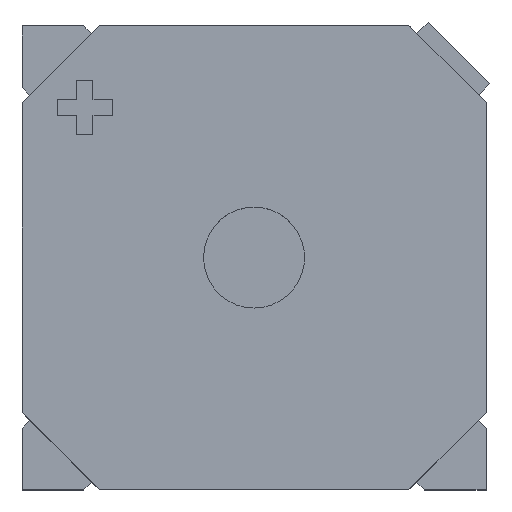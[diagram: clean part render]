
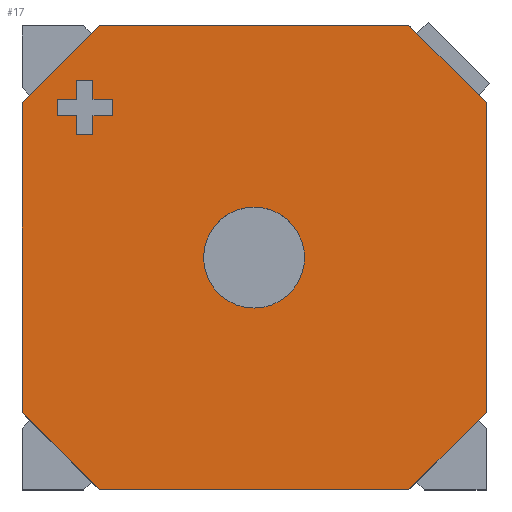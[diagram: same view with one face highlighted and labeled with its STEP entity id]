
A CAD part, top view. The second image highlights one B-rep face of the part: STEP entity #17.
In plain terms, the highlighted planar face has unit normal (0, 0, 1).
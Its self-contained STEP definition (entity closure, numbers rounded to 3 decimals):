
#17 = ADVANCED_FACE('',(#18,#84,#95),#193,.F.);
#18 = FACE_BOUND('',#19,.T.);
#19 = EDGE_LOOP('',(#20,#30,#38,#46,#54,#62,#70,#78));
#20 = ORIENTED_EDGE('',*,*,#21,.F.);
#21 = EDGE_CURVE('',#22,#24,#26,.T.);
#22 = VERTEX_POINT('',#23);
#23 = CARTESIAN_POINT('',(4.25,2.836,4.));
#24 = VERTEX_POINT('',#25);
#25 = CARTESIAN_POINT('',(4.25,-2.836,4.));
#26 = LINE('',#27,#28);
#27 = CARTESIAN_POINT('',(4.25,2.836,4.));
#28 = VECTOR('',#29,1.);
#29 = DIRECTION('',(0.,-1.,0.));
#30 = ORIENTED_EDGE('',*,*,#31,.F.);
#31 = EDGE_CURVE('',#32,#22,#34,.T.);
#32 = VERTEX_POINT('',#33);
#33 = CARTESIAN_POINT('',(2.836,4.25,4.));
#34 = LINE('',#35,#36);
#35 = CARTESIAN_POINT('',(2.836,4.25,4.));
#36 = VECTOR('',#37,1.);
#37 = DIRECTION('',(0.707,-0.707,0.));
#38 = ORIENTED_EDGE('',*,*,#39,.F.);
#39 = EDGE_CURVE('',#40,#32,#42,.T.);
#40 = VERTEX_POINT('',#41);
#41 = CARTESIAN_POINT('',(-2.836,4.25,4.));
#42 = LINE('',#43,#44);
#43 = CARTESIAN_POINT('',(-2.836,4.25,4.));
#44 = VECTOR('',#45,1.);
#45 = DIRECTION('',(1.,0.,0.));
#46 = ORIENTED_EDGE('',*,*,#47,.F.);
#47 = EDGE_CURVE('',#48,#40,#50,.T.);
#48 = VERTEX_POINT('',#49);
#49 = CARTESIAN_POINT('',(-4.25,2.836,4.));
#50 = LINE('',#51,#52);
#51 = CARTESIAN_POINT('',(-4.25,2.836,4.));
#52 = VECTOR('',#53,1.);
#53 = DIRECTION('',(0.707,0.707,0.));
#54 = ORIENTED_EDGE('',*,*,#55,.F.);
#55 = EDGE_CURVE('',#56,#48,#58,.T.);
#56 = VERTEX_POINT('',#57);
#57 = CARTESIAN_POINT('',(-4.25,-2.836,4.));
#58 = LINE('',#59,#60);
#59 = CARTESIAN_POINT('',(-4.25,-2.836,4.));
#60 = VECTOR('',#61,1.);
#61 = DIRECTION('',(0.,1.,0.));
#62 = ORIENTED_EDGE('',*,*,#63,.F.);
#63 = EDGE_CURVE('',#64,#56,#66,.T.);
#64 = VERTEX_POINT('',#65);
#65 = CARTESIAN_POINT('',(-2.836,-4.25,4.));
#66 = LINE('',#67,#68);
#67 = CARTESIAN_POINT('',(-2.836,-4.25,4.));
#68 = VECTOR('',#69,1.);
#69 = DIRECTION('',(-0.707,0.707,0.));
#70 = ORIENTED_EDGE('',*,*,#71,.F.);
#71 = EDGE_CURVE('',#72,#64,#74,.T.);
#72 = VERTEX_POINT('',#73);
#73 = CARTESIAN_POINT('',(2.836,-4.25,4.));
#74 = LINE('',#75,#76);
#75 = CARTESIAN_POINT('',(2.836,-4.25,4.));
#76 = VECTOR('',#77,1.);
#77 = DIRECTION('',(-1.,0.,0.));
#78 = ORIENTED_EDGE('',*,*,#79,.F.);
#79 = EDGE_CURVE('',#24,#72,#80,.T.);
#80 = LINE('',#81,#82);
#81 = CARTESIAN_POINT('',(4.25,-2.836,4.));
#82 = VECTOR('',#83,1.);
#83 = DIRECTION('',(-0.707,-0.707,0.));
#84 = FACE_BOUND('',#85,.T.);
#85 = EDGE_LOOP('',(#86));
#86 = ORIENTED_EDGE('',*,*,#87,.F.);
#87 = EDGE_CURVE('',#88,#88,#90,.T.);
#88 = VERTEX_POINT('',#89);
#89 = CARTESIAN_POINT('',(0.925,0.,4.));
#90 = CIRCLE('',#91,0.925);
#91 = AXIS2_PLACEMENT_3D('',#92,#93,#94);
#92 = CARTESIAN_POINT('',(0.,0.,4.));
#93 = DIRECTION('',(0.,0.,1.));
#94 = DIRECTION('',(1.,0.,0.));
#95 = FACE_BOUND('',#96,.T.);
#96 = EDGE_LOOP('',(#97,#107,#115,#123,#131,#139,#147,#155,#163,#171,
    #179,#187));
#97 = ORIENTED_EDGE('',*,*,#98,.T.);
#98 = EDGE_CURVE('',#99,#101,#103,.T.);
#99 = VERTEX_POINT('',#100);
#100 = CARTESIAN_POINT('',(-3.6,2.9,4.));
#101 = VERTEX_POINT('',#102);
#102 = CARTESIAN_POINT('',(-3.25,2.9,4.));
#103 = LINE('',#104,#105);
#104 = CARTESIAN_POINT('',(-3.6,2.9,4.));
#105 = VECTOR('',#106,1.);
#106 = DIRECTION('',(1.,0.,0.));
#107 = ORIENTED_EDGE('',*,*,#108,.T.);
#108 = EDGE_CURVE('',#101,#109,#111,.T.);
#109 = VERTEX_POINT('',#110);
#110 = CARTESIAN_POINT('',(-3.25,3.25,4.));
#111 = LINE('',#112,#113);
#112 = CARTESIAN_POINT('',(-3.25,2.9,4.));
#113 = VECTOR('',#114,1.);
#114 = DIRECTION('',(0.,1.,0.));
#115 = ORIENTED_EDGE('',*,*,#116,.T.);
#116 = EDGE_CURVE('',#109,#117,#119,.T.);
#117 = VERTEX_POINT('',#118);
#118 = CARTESIAN_POINT('',(-2.95,3.25,4.));
#119 = LINE('',#120,#121);
#120 = CARTESIAN_POINT('',(-3.25,3.25,4.));
#121 = VECTOR('',#122,1.);
#122 = DIRECTION('',(1.,0.,0.));
#123 = ORIENTED_EDGE('',*,*,#124,.T.);
#124 = EDGE_CURVE('',#117,#125,#127,.T.);
#125 = VERTEX_POINT('',#126);
#126 = CARTESIAN_POINT('',(-2.95,2.9,4.));
#127 = LINE('',#128,#129);
#128 = CARTESIAN_POINT('',(-2.95,3.25,4.));
#129 = VECTOR('',#130,1.);
#130 = DIRECTION('',(0.,-1.,0.));
#131 = ORIENTED_EDGE('',*,*,#132,.T.);
#132 = EDGE_CURVE('',#125,#133,#135,.T.);
#133 = VERTEX_POINT('',#134);
#134 = CARTESIAN_POINT('',(-2.6,2.9,4.));
#135 = LINE('',#136,#137);
#136 = CARTESIAN_POINT('',(-2.95,2.9,4.));
#137 = VECTOR('',#138,1.);
#138 = DIRECTION('',(1.,0.,0.));
#139 = ORIENTED_EDGE('',*,*,#140,.T.);
#140 = EDGE_CURVE('',#133,#141,#143,.T.);
#141 = VERTEX_POINT('',#142);
#142 = CARTESIAN_POINT('',(-2.6,2.6,4.));
#143 = LINE('',#144,#145);
#144 = CARTESIAN_POINT('',(-2.6,2.9,4.));
#145 = VECTOR('',#146,1.);
#146 = DIRECTION('',(0.,-1.,0.));
#147 = ORIENTED_EDGE('',*,*,#148,.T.);
#148 = EDGE_CURVE('',#141,#149,#151,.T.);
#149 = VERTEX_POINT('',#150);
#150 = CARTESIAN_POINT('',(-2.95,2.6,4.));
#151 = LINE('',#152,#153);
#152 = CARTESIAN_POINT('',(-2.6,2.6,4.));
#153 = VECTOR('',#154,1.);
#154 = DIRECTION('',(-1.,0.,0.));
#155 = ORIENTED_EDGE('',*,*,#156,.T.);
#156 = EDGE_CURVE('',#149,#157,#159,.T.);
#157 = VERTEX_POINT('',#158);
#158 = CARTESIAN_POINT('',(-2.95,2.25,4.));
#159 = LINE('',#160,#161);
#160 = CARTESIAN_POINT('',(-2.95,2.6,4.));
#161 = VECTOR('',#162,1.);
#162 = DIRECTION('',(0.,-1.,0.));
#163 = ORIENTED_EDGE('',*,*,#164,.T.);
#164 = EDGE_CURVE('',#157,#165,#167,.T.);
#165 = VERTEX_POINT('',#166);
#166 = CARTESIAN_POINT('',(-3.25,2.25,4.));
#167 = LINE('',#168,#169);
#168 = CARTESIAN_POINT('',(-2.95,2.25,4.));
#169 = VECTOR('',#170,1.);
#170 = DIRECTION('',(-1.,0.,0.));
#171 = ORIENTED_EDGE('',*,*,#172,.T.);
#172 = EDGE_CURVE('',#165,#173,#175,.T.);
#173 = VERTEX_POINT('',#174);
#174 = CARTESIAN_POINT('',(-3.25,2.6,4.));
#175 = LINE('',#176,#177);
#176 = CARTESIAN_POINT('',(-3.25,2.25,4.));
#177 = VECTOR('',#178,1.);
#178 = DIRECTION('',(0.,1.,0.));
#179 = ORIENTED_EDGE('',*,*,#180,.T.);
#180 = EDGE_CURVE('',#173,#181,#183,.T.);
#181 = VERTEX_POINT('',#182);
#182 = CARTESIAN_POINT('',(-3.6,2.6,4.));
#183 = LINE('',#184,#185);
#184 = CARTESIAN_POINT('',(-3.25,2.6,4.));
#185 = VECTOR('',#186,1.);
#186 = DIRECTION('',(-1.,0.,0.));
#187 = ORIENTED_EDGE('',*,*,#188,.T.);
#188 = EDGE_CURVE('',#181,#99,#189,.T.);
#189 = LINE('',#190,#191);
#190 = CARTESIAN_POINT('',(-3.6,2.6,4.));
#191 = VECTOR('',#192,1.);
#192 = DIRECTION('',(0.,1.,0.));
#193 = PLANE('',#194);
#194 = AXIS2_PLACEMENT_3D('',#195,#196,#197);
#195 = CARTESIAN_POINT('',(4.25,-4.25,4.));
#196 = DIRECTION('',(0.,0.,-1.));
#197 = DIRECTION('',(-1.,0.,0.));
